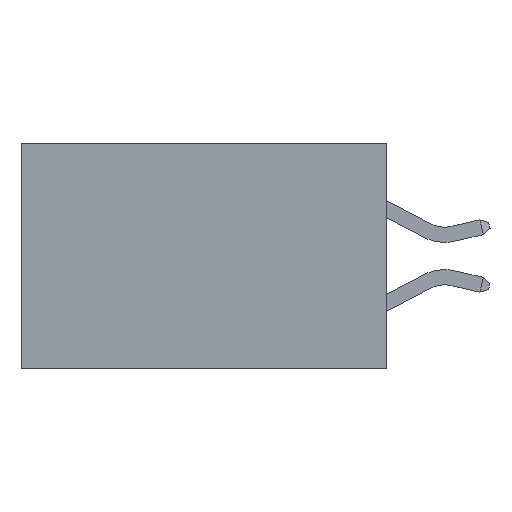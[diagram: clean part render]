
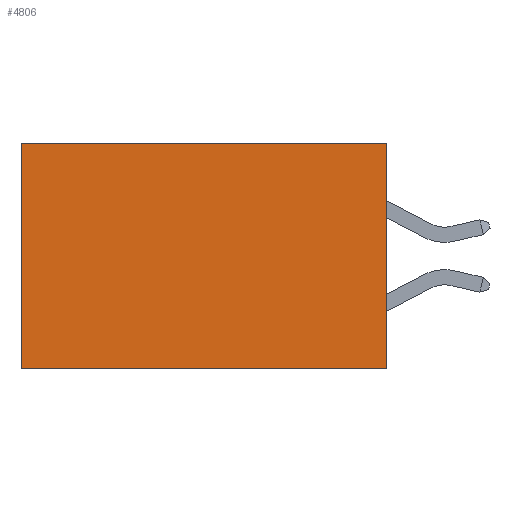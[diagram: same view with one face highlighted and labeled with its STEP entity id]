
A CAD part, left-side view. The second image highlights one B-rep face of the part: STEP entity #4806.
In plain terms, the highlighted planar face has unit normal (-1, 0, 0).
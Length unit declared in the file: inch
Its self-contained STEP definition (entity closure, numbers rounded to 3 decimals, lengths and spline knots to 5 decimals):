
#231 = CARTESIAN_POINT ( 'NONE',  ( 0.2615, 0., 0. ) ) ;
#1632 = DIRECTION ( 'NONE',  ( 1., 0., 0. ) ) ;
#2295 = CARTESIAN_POINT ( 'NONE',  ( 0.2615, 0., 0. ) ) ;
#2355 = ORIENTED_EDGE ( 'NONE', *, *, #6315, .T. ) ;
#2386 = DIRECTION ( 'NONE',  ( 0., 0., -1. ) ) ;
#2791 = LINE ( 'NONE', #5426, #7454 ) ;
#3230 = EDGE_CURVE ( 'NONE', #5143, #5487, #7667, .T. ) ;
#4248 = VECTOR ( 'NONE', #6064, 39.37008 ) ;
#4448 = CARTESIAN_POINT ( 'NONE',  ( 0.2615, 0., -0.37 ) ) ;
#4572 = EDGE_CURVE ( 'NONE', #5487, #7437, #10333, .T. ) ;
#4688 = ORIENTED_EDGE ( 'NONE', *, *, #4572, .F. ) ;
#4806 = ADVANCED_FACE ( 'NONE', ( #7370 ), #9056, .F. ) ;
#5143 = VERTEX_POINT ( 'NONE', #2295 ) ;
#5250 = LINE ( 'NONE', #231, #7943 ) ;
#5426 = CARTESIAN_POINT ( 'NONE',  ( 0.2615, 0.6, -0.37 ) ) ;
#5487 = VERTEX_POINT ( 'NONE', #7946 ) ;
#5850 = VERTEX_POINT ( 'NONE', #7020 ) ;
#6064 = DIRECTION ( 'NONE',  ( 0., 0., -1. ) ) ;
#6315 = EDGE_CURVE ( 'NONE', #5143, #5850, #5250, .T. ) ;
#6386 = AXIS2_PLACEMENT_3D ( 'NONE', #9702, #1632, #2386 ) ;
#6435 = CARTESIAN_POINT ( 'NONE',  ( 0.2615, 0.6, -0.37 ) ) ;
#7006 = EDGE_LOOP ( 'NONE', ( #9018, #4688, #8715, #2355 ) ) ;
#7020 = CARTESIAN_POINT ( 'NONE',  ( 0.2615, 0.6, 0. ) ) ;
#7370 = FACE_OUTER_BOUND ( 'NONE', #7006, .T. ) ;
#7437 = VERTEX_POINT ( 'NONE', #6435 ) ;
#7454 = VECTOR ( 'NONE', #10046, 39.37008 ) ;
#7667 = LINE ( 'NONE', #4448, #4248 ) ;
#7767 = EDGE_CURVE ( 'NONE', #5850, #7437, #2791, .T. ) ;
#7943 = VECTOR ( 'NONE', #9086, 39.37008 ) ;
#7946 = CARTESIAN_POINT ( 'NONE',  ( 0.2615, 0., -0.37 ) ) ;
#8277 = VECTOR ( 'NONE', #10447, 39.37008 ) ;
#8715 = ORIENTED_EDGE ( 'NONE', *, *, #3230, .F. ) ;
#8796 = CARTESIAN_POINT ( 'NONE',  ( 0.2615, 0., -0.37 ) ) ;
#9018 = ORIENTED_EDGE ( 'NONE', *, *, #7767, .T. ) ;
#9056 = PLANE ( 'NONE',  #6386 ) ;
#9086 = DIRECTION ( 'NONE',  ( 0., 1., 0. ) ) ;
#9702 = CARTESIAN_POINT ( 'NONE',  ( 0.2615, 0., -0.37 ) ) ;
#10046 = DIRECTION ( 'NONE',  ( 0., 0., -1. ) ) ;
#10333 = LINE ( 'NONE', #8796, #8277 ) ;
#10447 = DIRECTION ( 'NONE',  ( 0., 1., 0. ) ) ;
